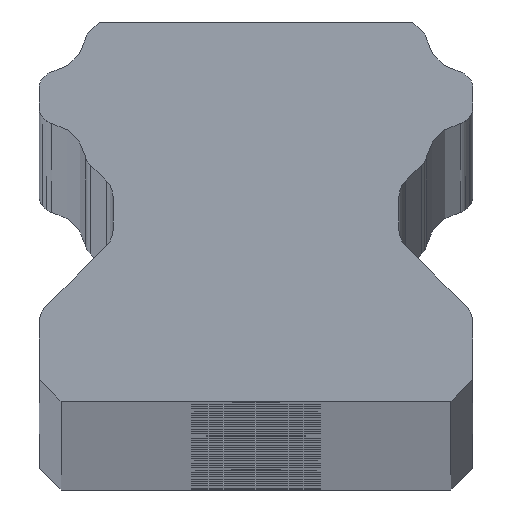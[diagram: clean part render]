
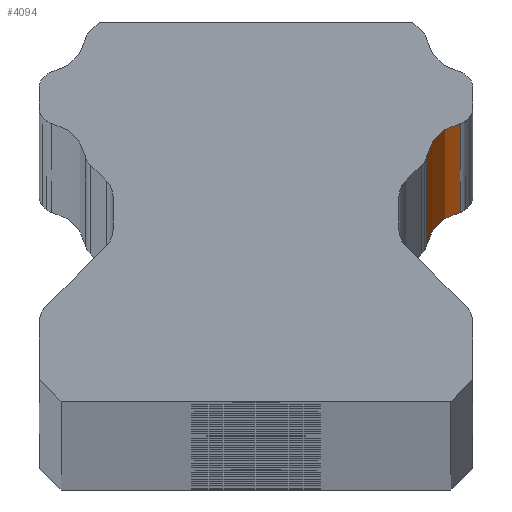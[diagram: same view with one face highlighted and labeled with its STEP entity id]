
A CAD part, top view. The second image highlights one B-rep face of the part: STEP entity #4094.
In plain terms, the highlighted cylindrical face has radius 2 mm (diameter 4 mm), a partial arc.
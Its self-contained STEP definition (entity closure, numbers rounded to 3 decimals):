
#67 = CARTESIAN_POINT ( 'NONE',  ( 9.811, -3.146, 1175. ) ) ;
#138 = ORIENTED_EDGE ( 'NONE', *, *, #2200, .F. ) ;
#417 = AXIS2_PLACEMENT_3D ( 'NONE', #3225, #1385, #812 ) ;
#786 = DIRECTION ( 'NONE',  ( 0., 0., -1. ) ) ;
#812 = DIRECTION ( 'NONE',  ( -1., 0., 0. ) ) ;
#954 = EDGE_LOOP ( 'NONE', ( #5624, #138, #1985, #7621 ) ) ;
#1377 = CIRCLE ( 'NONE', #2072, 2. ) ;
#1385 = DIRECTION ( 'NONE',  ( 0., 0., -1. ) ) ;
#1439 = VERTEX_POINT ( 'NONE', #2059 ) ;
#1636 = EDGE_CURVE ( 'NONE', #6070, #1439, #2189, .T. ) ;
#1985 = ORIENTED_EDGE ( 'NONE', *, *, #6758, .F. ) ;
#2037 = CIRCLE ( 'NONE', #5483, 2. ) ;
#2059 = CARTESIAN_POINT ( 'NONE',  ( 7.847, -2.767, -1175. ) ) ;
#2072 = AXIS2_PLACEMENT_3D ( 'NONE', #67, #3657, #2449 ) ;
#2183 = VECTOR ( 'NONE', #2922, 1000. ) ;
#2189 = LINE ( 'NONE', #7575, #3481 ) ;
#2200 = EDGE_CURVE ( 'NONE', #6378, #3582, #7336, .T. ) ;
#2350 = CARTESIAN_POINT ( 'NONE',  ( 9.432, -1.182, 1175. ) ) ;
#2449 = DIRECTION ( 'NONE',  ( -1., 0., 0. ) ) ;
#2922 = DIRECTION ( 'NONE',  ( 0., 0., -1. ) ) ;
#3225 = CARTESIAN_POINT ( 'NONE',  ( 9.811, -3.146, 1175. ) ) ;
#3448 = FACE_OUTER_BOUND ( 'NONE', #954, .T. ) ;
#3481 = VECTOR ( 'NONE', #5254, 1000. ) ;
#3582 = VERTEX_POINT ( 'NONE', #4288 ) ;
#3657 = DIRECTION ( 'NONE',  ( 0., 0., -1. ) ) ;
#3712 = CARTESIAN_POINT ( 'NONE',  ( 9.811, -3.146, -1175. ) ) ;
#4094 = ADVANCED_FACE ( 'NONE', ( #3448 ), #6037, .F. ) ;
#4288 = CARTESIAN_POINT ( 'NONE',  ( 9.432, -1.182, -1175. ) ) ;
#4315 = DIRECTION ( 'NONE',  ( -1., 0., 0. ) ) ;
#4713 = CARTESIAN_POINT ( 'NONE',  ( 7.847, -2.767, 1175. ) ) ;
#5254 = DIRECTION ( 'NONE',  ( 0., 0., -1. ) ) ;
#5483 = AXIS2_PLACEMENT_3D ( 'NONE', #3712, #786, #4315 ) ;
#5624 = ORIENTED_EDGE ( 'NONE', *, *, #5960, .T. ) ;
#5933 = CARTESIAN_POINT ( 'NONE',  ( 9.432, -1.182, 1175. ) ) ;
#5960 = EDGE_CURVE ( 'NONE', #1439, #3582, #2037, .T. ) ;
#6037 = CYLINDRICAL_SURFACE ( 'NONE', #417, 2. ) ;
#6070 = VERTEX_POINT ( 'NONE', #4713 ) ;
#6378 = VERTEX_POINT ( 'NONE', #2350 ) ;
#6758 = EDGE_CURVE ( 'NONE', #6070, #6378, #1377, .T. ) ;
#7336 = LINE ( 'NONE', #5933, #2183 ) ;
#7575 = CARTESIAN_POINT ( 'NONE',  ( 7.847, -2.767, 1175. ) ) ;
#7621 = ORIENTED_EDGE ( 'NONE', *, *, #1636, .T. ) ;
